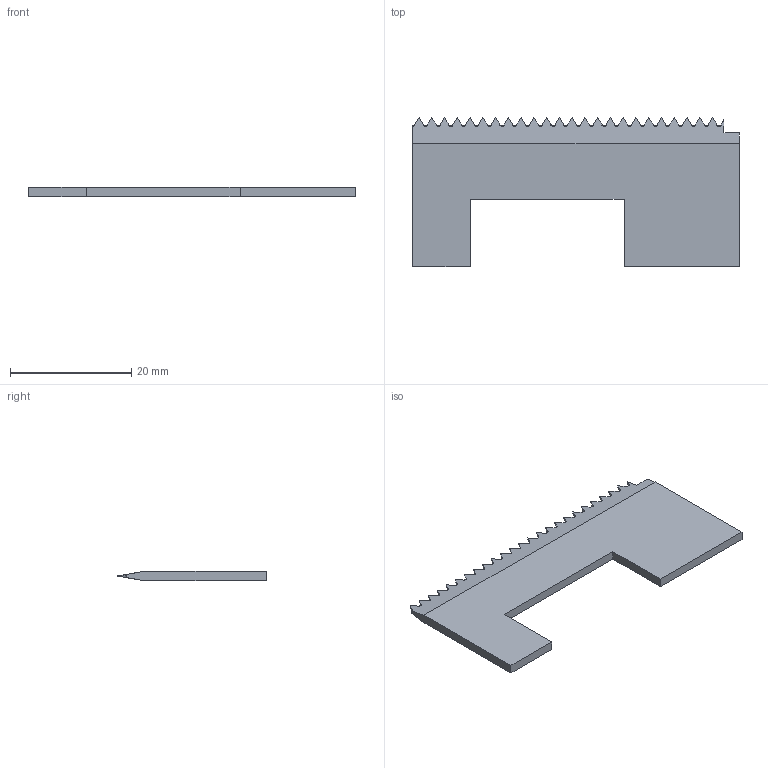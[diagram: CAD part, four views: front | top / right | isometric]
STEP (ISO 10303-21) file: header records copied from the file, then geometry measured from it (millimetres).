
FILE_DESCRIPTION (( 'STEP AP203' ), '1' );
FILE_NAME ('P533.STEP', '2022-04-27T16:06:22', ( '' ), ( '' ), 'SwSTEP 2.0', 'SolidWorks 2020', '' );
FILE_SCHEMA (( 'CONFIG_CONTROL_DESIGN' ));
Length unit declared in the file: inch
Products named in the file (1): P533
Bounding box: 53.98 x 24.64 x 1.52 mm (x, y, z)
Volume: 1406.8 mm3; surface area: 2209.3 mm2
Topology: 1 solids, 1 shells, 111 faces, 303 edges, 194 vertices
Faces by surface type: plane 62, cylinder 49
Entity records: 3484 total; most frequent: CARTESIAN_POINT 903, ORIENTED_EDGE 606, DIRECTION 429, EDGE_CURVE 303, VECTOR 205, LINE 205, VERTEX_POINT 194, AXIS2_PLACEMENT_3D 112
